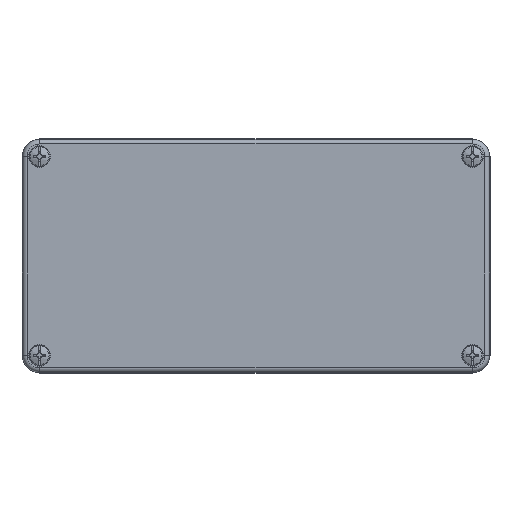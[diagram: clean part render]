
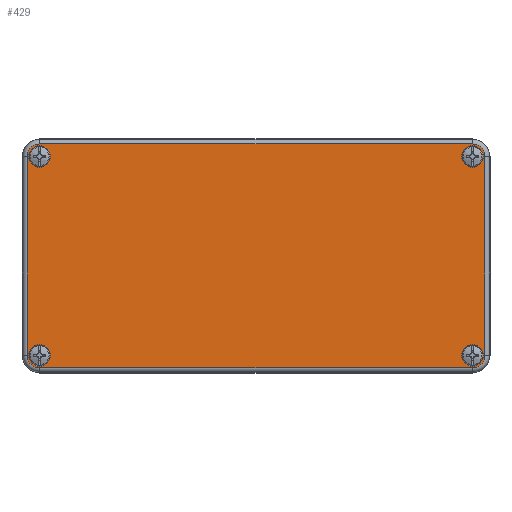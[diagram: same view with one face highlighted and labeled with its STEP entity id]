
A CAD part, top view. The second image highlights one B-rep face of the part: STEP entity #429.
In plain terms, the highlighted face is planar.
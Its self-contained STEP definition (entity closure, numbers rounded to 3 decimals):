
#429 = ADVANCED_FACE( '', ( #1057, #1058, #1059, #1060, #1061 ), #1062, .F. );
#1057 = FACE_BOUND( '', #1881, .T. );
#1058 = FACE_BOUND( '', #1882, .T. );
#1059 = FACE_BOUND( '', #1883, .T. );
#1060 = FACE_BOUND( '', #1884, .T. );
#1061 = FACE_OUTER_BOUND( '', #1885, .T. );
#1062 = PLANE( '', #1886 );
#1881 = EDGE_LOOP( '', ( #3675 ) );
#1882 = EDGE_LOOP( '', ( #3676 ) );
#1883 = EDGE_LOOP( '', ( #3677 ) );
#1884 = EDGE_LOOP( '', ( #3678 ) );
#1885 = EDGE_LOOP( '', ( #3679, #3680, #3681, #3682, #3683, #3684, #3685, #3686 ) );
#1886 = AXIS2_PLACEMENT_3D( '', #3687, #3688, #3689 );
#3675 = ORIENTED_EDGE( '', *, *, #5291, .T. );
#3676 = ORIENTED_EDGE( '', *, *, #5292, .T. );
#3677 = ORIENTED_EDGE( '', *, *, #5293, .T. );
#3678 = ORIENTED_EDGE( '', *, *, #5294, .T. );
#3679 = ORIENTED_EDGE( '', *, *, #5290, .F. );
#3680 = ORIENTED_EDGE( '', *, *, #5270, .T. );
#3681 = ORIENTED_EDGE( '', *, *, #5287, .F. );
#3682 = ORIENTED_EDGE( '', *, *, #5266, .F. );
#3683 = ORIENTED_EDGE( '', *, *, #5295, .T. );
#3684 = ORIENTED_EDGE( '', *, *, #5284, .F. );
#3685 = ORIENTED_EDGE( '', *, *, #5288, .T. );
#3686 = ORIENTED_EDGE( '', *, *, #5275, .T. );
#3687 = CARTESIAN_POINT( '', ( 78.275, 34., 0. ) );
#3688 = DIRECTION( '', ( 0., 0., 1. ) );
#3689 = DIRECTION( '', ( 1., 0., 0. ) );
#5266 = EDGE_CURVE( '', #6364, #6366, #6367, .T. );
#5270 = EDGE_CURVE( '', #6371, #6372, #6373, .T. );
#5275 = EDGE_CURVE( '', #6379, #6380, #6381, .T. );
#5284 = EDGE_CURVE( '', #6392, #6394, #6395, .T. );
#5287 = EDGE_CURVE( '', #6366, #6372, #6398, .T. );
#5288 = EDGE_CURVE( '', #6392, #6379, #6399, .T. );
#5290 = EDGE_CURVE( '', #6371, #6380, #6401, .T. );
#5291 = EDGE_CURVE( '', #6402, #6402, #6403, .T. );
#5292 = EDGE_CURVE( '', #6404, #6404, #6405, .T. );
#5293 = EDGE_CURVE( '', #6406, #6406, #6407, .T. );
#5294 = EDGE_CURVE( '', #6408, #6408, #6409, .T. );
#5295 = EDGE_CURVE( '', #6364, #6394, #6410, .T. );
#6364 = VERTEX_POINT( '', #7859 );
#6366 = VERTEX_POINT( '', #7861 );
#6367 = CIRCLE( '', #7862, 4.275 );
#6371 = VERTEX_POINT( '', #7868 );
#6372 = VERTEX_POINT( '', #7869 );
#6373 = CIRCLE( '', #7870, 4.275 );
#6379 = VERTEX_POINT( '', #7877 );
#6380 = VERTEX_POINT( '', #7878 );
#6381 = CIRCLE( '', #7879, 4.275 );
#6392 = VERTEX_POINT( '', #7893 );
#6394 = VERTEX_POINT( '', #7895 );
#6395 = CIRCLE( '', #7896, 4.275 );
#6398 = LINE( '', #7900, #7901 );
#6399 = LINE( '', #7902, #7903 );
#6401 = LINE( '', #7906, #7907 );
#6402 = VERTEX_POINT( '', #7908 );
#6403 = CIRCLE( '', #7909, 3.7 );
#6404 = VERTEX_POINT( '', #7910 );
#6405 = CIRCLE( '', #7911, 3.7 );
#6406 = VERTEX_POINT( '', #7912 );
#6407 = CIRCLE( '', #7913, 3.7 );
#6408 = VERTEX_POINT( '', #7914 );
#6409 = CIRCLE( '', #7915, 3.7 );
#6410 = LINE( '', #7916, #7917 );
#7859 = CARTESIAN_POINT( '', ( 78.275, 34., 0. ) );
#7861 = CARTESIAN_POINT( '', ( 74., 38.275, 0. ) );
#7862 = AXIS2_PLACEMENT_3D( '', #9591, #9592, #9593 );
#7868 = CARTESIAN_POINT( '', ( -78.275, 34., 0. ) );
#7869 = CARTESIAN_POINT( '', ( -74., 38.275, 0. ) );
#7870 = AXIS2_PLACEMENT_3D( '', #9599, #9600, #9601 );
#7877 = CARTESIAN_POINT( '', ( -74., -38.275, 0. ) );
#7878 = CARTESIAN_POINT( '', ( -78.275, -34., 0. ) );
#7879 = AXIS2_PLACEMENT_3D( '', #9612, #9613, #9614 );
#7893 = CARTESIAN_POINT( '', ( 74., -38.275, 0. ) );
#7895 = CARTESIAN_POINT( '', ( 78.275, -34., 0. ) );
#7896 = AXIS2_PLACEMENT_3D( '', #9633, #9634, #9635 );
#7900 = CARTESIAN_POINT( '', ( 74., 38.275, 0. ) );
#7901 = VECTOR( '', #9640, 1000. );
#7902 = CARTESIAN_POINT( '', ( 74., -38.275, 0. ) );
#7903 = VECTOR( '', #9641, 1000. );
#7906 = CARTESIAN_POINT( '', ( -78.275, 34., 0. ) );
#7907 = VECTOR( '', #9643, 1000. );
#7908 = CARTESIAN_POINT( '', ( 77.7, -34., 0. ) );
#7909 = AXIS2_PLACEMENT_3D( '', #9644, #9645, #9646 );
#7910 = CARTESIAN_POINT( '', ( 77.7, 34., 0. ) );
#7911 = AXIS2_PLACEMENT_3D( '', #9647, #9648, #9649 );
#7912 = CARTESIAN_POINT( '', ( -70.3, 34., 0. ) );
#7913 = AXIS2_PLACEMENT_3D( '', #9650, #9651, #9652 );
#7914 = CARTESIAN_POINT( '', ( -70.3, -34., 0. ) );
#7915 = AXIS2_PLACEMENT_3D( '', #9653, #9654, #9655 );
#7916 = CARTESIAN_POINT( '', ( 78.275, 34., 0. ) );
#7917 = VECTOR( '', #9656, 1000. );
#9591 = CARTESIAN_POINT( '', ( 74., 34., 0. ) );
#9592 = DIRECTION( '', ( 0., 0., 1. ) );
#9593 = DIRECTION( '', ( 1., 0., 0. ) );
#9599 = CARTESIAN_POINT( '', ( -74., 34., 0. ) );
#9600 = DIRECTION( '', ( 0., 0., -1. ) );
#9601 = DIRECTION( '', ( -1., 0., 0. ) );
#9612 = CARTESIAN_POINT( '', ( -74., -34., 0. ) );
#9613 = DIRECTION( '', ( 0., 0., -1. ) );
#9614 = DIRECTION( '', ( -1., 0., 0. ) );
#9633 = CARTESIAN_POINT( '', ( 74., -34., 0. ) );
#9634 = DIRECTION( '', ( 0., 0., 1. ) );
#9635 = DIRECTION( '', ( 1., 0., 0. ) );
#9640 = DIRECTION( '', ( -1., 0., 0. ) );
#9641 = DIRECTION( '', ( -1., 0., 0. ) );
#9643 = DIRECTION( '', ( 0., -1., 0. ) );
#9644 = CARTESIAN_POINT( '', ( 74., -34., 0. ) );
#9645 = DIRECTION( '', ( 0., 0., 1. ) );
#9646 = DIRECTION( '', ( 1., 0., 0. ) );
#9647 = CARTESIAN_POINT( '', ( 74., 34., 0. ) );
#9648 = DIRECTION( '', ( 0., 0., 1. ) );
#9649 = DIRECTION( '', ( 1., 0., 0. ) );
#9650 = CARTESIAN_POINT( '', ( -74., 34., 0. ) );
#9651 = DIRECTION( '', ( 0., 0., 1. ) );
#9652 = DIRECTION( '', ( 1., 0., 0. ) );
#9653 = CARTESIAN_POINT( '', ( -74., -34., 0. ) );
#9654 = DIRECTION( '', ( 0., 0., 1. ) );
#9655 = DIRECTION( '', ( 1., 0., 0. ) );
#9656 = DIRECTION( '', ( 0., -1., 0. ) );
